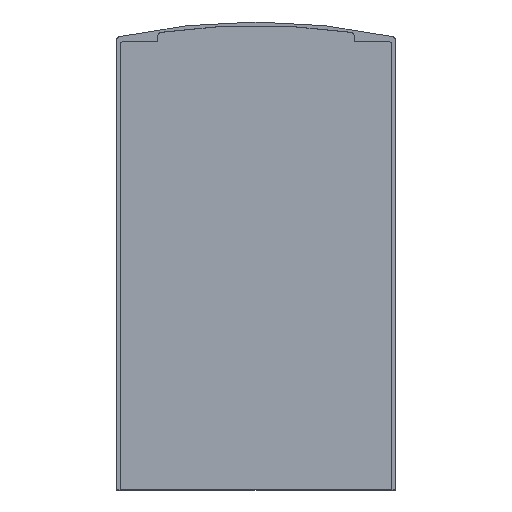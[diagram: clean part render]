
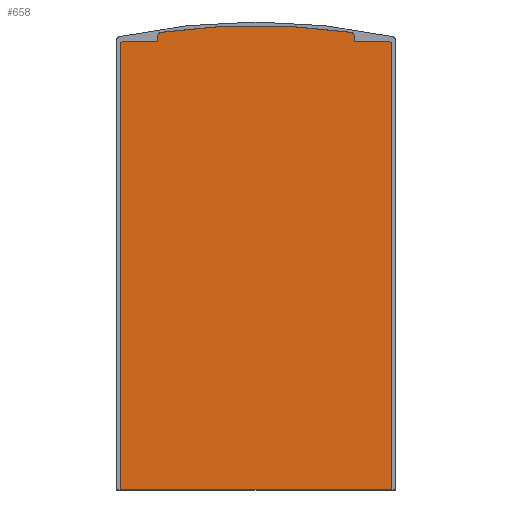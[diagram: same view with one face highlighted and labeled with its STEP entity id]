
A CAD part, top view. The second image highlights one B-rep face of the part: STEP entity #658.
In plain terms, the highlighted planar face has unit normal (0, 0, 1).
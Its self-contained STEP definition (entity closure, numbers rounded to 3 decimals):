
#3 = EDGE_CURVE ( 'NONE', #556, #82, #359, .T. ) ;
#30 = VERTEX_POINT ( 'NONE', #122 ) ;
#48 = EDGE_CURVE ( 'NONE', #242, #343, #597, .T. ) ;
#62 = CIRCLE ( 'NONE', #94, 1. ) ;
#70 = ORIENTED_EDGE ( 'NONE', *, *, #672, .F. ) ;
#71 = CARTESIAN_POINT ( 'NONE',  ( -40.25, 136., 2. ) ) ;
#78 = DIRECTION ( 'NONE',  ( -1., 0., 0. ) ) ;
#82 = VERTEX_POINT ( 'NONE', #286 ) ;
#89 = AXIS2_PLACEMENT_3D ( 'NONE', #349, #562, #78 ) ;
#94 = AXIS2_PLACEMENT_3D ( 'NONE', #221, #600, #177 ) ;
#100 = DIRECTION ( 'NONE',  ( 1., 0., 0. ) ) ;
#110 = CARTESIAN_POINT ( 'NONE',  ( 29.76, 136., 2. ) ) ;
#114 = LINE ( 'NONE', #71, #383 ) ;
#116 = PLANE ( 'NONE',  #357 ) ;
#122 = CARTESIAN_POINT ( 'NONE',  ( 29.76, 136., 2. ) ) ;
#124 = CIRCLE ( 'NONE', #511, 1. ) ;
#128 = VERTEX_POINT ( 'NONE', #671 ) ;
#146 = LINE ( 'NONE', #355, #545 ) ;
#149 = DIRECTION ( 'NONE',  ( 0., 1., 0. ) ) ;
#153 = CARTESIAN_POINT ( 'NONE',  ( -41.25, 0., 2. ) ) ;
#157 = EDGE_CURVE ( 'NONE', #596, #223, #124, .T. ) ;
#171 = DIRECTION ( 'NONE',  ( 0., 1., 0. ) ) ;
#175 = VECTOR ( 'NONE', #100, 1000. ) ;
#177 = DIRECTION ( 'NONE',  ( -1., 0., 0. ) ) ;
#200 = CARTESIAN_POINT ( 'NONE',  ( -40.25, 136., 2. ) ) ;
#210 = EDGE_CURVE ( 'NONE', #432, #480, #146, .T. ) ;
#214 = ORIENTED_EDGE ( 'NONE', *, *, #631, .T. ) ;
#215 = ORIENTED_EDGE ( 'NONE', *, *, #520, .F. ) ;
#221 = CARTESIAN_POINT ( 'NONE',  ( -28.76, 137.856, 2. ) ) ;
#223 = VERTEX_POINT ( 'NONE', #200 ) ;
#226 = LINE ( 'NONE', #592, #481 ) ;
#242 = VERTEX_POINT ( 'NONE', #542 ) ;
#252 = EDGE_CURVE ( 'NONE', #432, #596, #503, .T. ) ;
#260 = LINE ( 'NONE', #110, #175 ) ;
#263 = ORIENTED_EDGE ( 'NONE', *, *, #157, .F. ) ;
#269 = CARTESIAN_POINT ( 'NONE',  ( 40.25, 136., 2. ) ) ;
#271 = ORIENTED_EDGE ( 'NONE', *, *, #402, .F. ) ;
#286 = CARTESIAN_POINT ( 'NONE',  ( 41.25, 135., 2. ) ) ;
#295 = AXIS2_PLACEMENT_3D ( 'NONE', #546, #498, #646 ) ;
#303 = CARTESIAN_POINT ( 'NONE',  ( -29.76, 136., 2. ) ) ;
#318 = EDGE_LOOP ( 'NONE', ( #70, #485, #662, #263, #651, #534, #214, #525, #418, #271, #215, #589 ) ) ;
#343 = VERTEX_POINT ( 'NONE', #518 ) ;
#347 = VECTOR ( 'NONE', #482, 1000. ) ;
#349 = CARTESIAN_POINT ( 'NONE',  ( 0., -54., 2. ) ) ;
#355 = CARTESIAN_POINT ( 'NONE',  ( -41.25, 0., 2. ) ) ;
#357 = AXIS2_PLACEMENT_3D ( 'NONE', #648, #367, #524 ) ;
#359 = CIRCLE ( 'NONE', #470, 1. ) ;
#363 = LINE ( 'NONE', #303, #640 ) ;
#367 = DIRECTION ( 'NONE',  ( 0., 0., -1. ) ) ;
#371 = DIRECTION ( 'NONE',  ( -1., 0., 0. ) ) ;
#383 = VECTOR ( 'NONE', #541, 1000. ) ;
#385 = DIRECTION ( 'NONE',  ( 0., 1., 0. ) ) ;
#388 = CARTESIAN_POINT ( 'NONE',  ( 41.25, 0., 2. ) ) ;
#392 = EDGE_CURVE ( 'NONE', #128, #632, #363, .T. ) ;
#402 = EDGE_CURVE ( 'NONE', #649, #30, #625, .T. ) ;
#406 = CARTESIAN_POINT ( 'NONE',  ( -40.25, 135., 2. ) ) ;
#418 = ORIENTED_EDGE ( 'NONE', *, *, #454, .F. ) ;
#427 = CARTESIAN_POINT ( 'NONE',  ( -29.76, 137.856, 2. ) ) ;
#432 = VERTEX_POINT ( 'NONE', #153 ) ;
#434 = CARTESIAN_POINT ( 'NONE',  ( -41.25, 135., 2. ) ) ;
#454 = EDGE_CURVE ( 'NONE', #30, #556, #260, .T. ) ;
#470 = AXIS2_PLACEMENT_3D ( 'NONE', #484, #488, #371 ) ;
#480 = VERTEX_POINT ( 'NONE', #388 ) ;
#481 = VECTOR ( 'NONE', #171, 1000. ) ;
#482 = DIRECTION ( 'NONE',  ( 0., -1., 0. ) ) ;
#484 = CARTESIAN_POINT ( 'NONE',  ( 40.25, 135., 2. ) ) ;
#485 = ORIENTED_EDGE ( 'NONE', *, *, #392, .F. ) ;
#488 = DIRECTION ( 'NONE',  ( 0., 0., -1. ) ) ;
#498 = DIRECTION ( 'NONE',  ( 0., 0., -1. ) ) ;
#503 = LINE ( 'NONE', #670, #664 ) ;
#511 = AXIS2_PLACEMENT_3D ( 'NONE', #406, #570, #618 ) ;
#518 = CARTESIAN_POINT ( 'NONE',  ( 28.908, 138.845, 2. ) ) ;
#520 = EDGE_CURVE ( 'NONE', #343, #649, #563, .T. ) ;
#522 = CARTESIAN_POINT ( 'NONE',  ( 29.76, 137.856, 2. ) ) ;
#523 = EDGE_CURVE ( 'NONE', #223, #128, #114, .T. ) ;
#524 = DIRECTION ( 'NONE',  ( -1., 0., 0. ) ) ;
#525 = ORIENTED_EDGE ( 'NONE', *, *, #3, .F. ) ;
#534 = ORIENTED_EDGE ( 'NONE', *, *, #210, .T. ) ;
#541 = DIRECTION ( 'NONE',  ( 1., 0., 0. ) ) ;
#542 = CARTESIAN_POINT ( 'NONE',  ( -28.908, 138.845, 2. ) ) ;
#545 = VECTOR ( 'NONE', #568, 1000. ) ;
#546 = CARTESIAN_POINT ( 'NONE',  ( 28.76, 137.856, 2. ) ) ;
#556 = VERTEX_POINT ( 'NONE', #269 ) ;
#562 = DIRECTION ( 'NONE',  ( 0., 0., -1. ) ) ;
#563 = CIRCLE ( 'NONE', #295, 1. ) ;
#568 = DIRECTION ( 'NONE',  ( 1., 0., 0. ) ) ;
#570 = DIRECTION ( 'NONE',  ( 0., 0., -1. ) ) ;
#578 = FACE_OUTER_BOUND ( 'NONE', #318, .T. ) ;
#582 = CARTESIAN_POINT ( 'NONE',  ( 29.76, 137.856, 2. ) ) ;
#589 = ORIENTED_EDGE ( 'NONE', *, *, #48, .F. ) ;
#592 = CARTESIAN_POINT ( 'NONE',  ( 41.25, 0., 2. ) ) ;
#596 = VERTEX_POINT ( 'NONE', #434 ) ;
#597 = CIRCLE ( 'NONE', #89, 195. ) ;
#600 = DIRECTION ( 'NONE',  ( 0., 0., -1. ) ) ;
#618 = DIRECTION ( 'NONE',  ( -1., 0., 0. ) ) ;
#625 = LINE ( 'NONE', #522, #347 ) ;
#631 = EDGE_CURVE ( 'NONE', #480, #82, #226, .T. ) ;
#632 = VERTEX_POINT ( 'NONE', #427 ) ;
#640 = VECTOR ( 'NONE', #149, 1000. ) ;
#646 = DIRECTION ( 'NONE',  ( -1., 0., 0. ) ) ;
#648 = CARTESIAN_POINT ( 'NONE',  ( -28.76, 137.856, 2. ) ) ;
#649 = VERTEX_POINT ( 'NONE', #582 ) ;
#651 = ORIENTED_EDGE ( 'NONE', *, *, #252, .F. ) ;
#658 = ADVANCED_FACE ( 'NONE', ( #578 ), #116, .F. ) ;
#662 = ORIENTED_EDGE ( 'NONE', *, *, #523, .F. ) ;
#664 = VECTOR ( 'NONE', #385, 1000. ) ;
#670 = CARTESIAN_POINT ( 'NONE',  ( -41.25, 0., 2. ) ) ;
#671 = CARTESIAN_POINT ( 'NONE',  ( -29.76, 136., 2. ) ) ;
#672 = EDGE_CURVE ( 'NONE', #632, #242, #62, .T. ) ;
